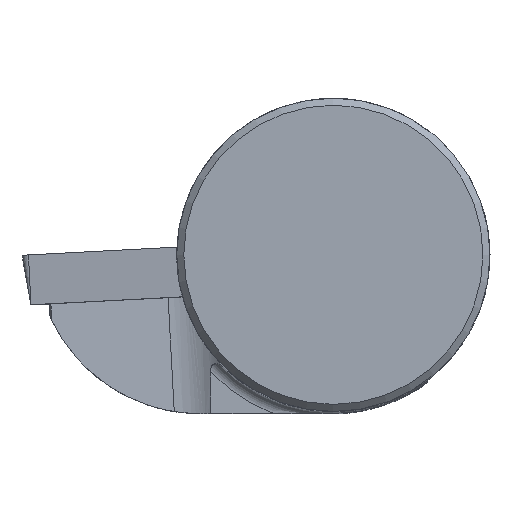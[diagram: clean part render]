
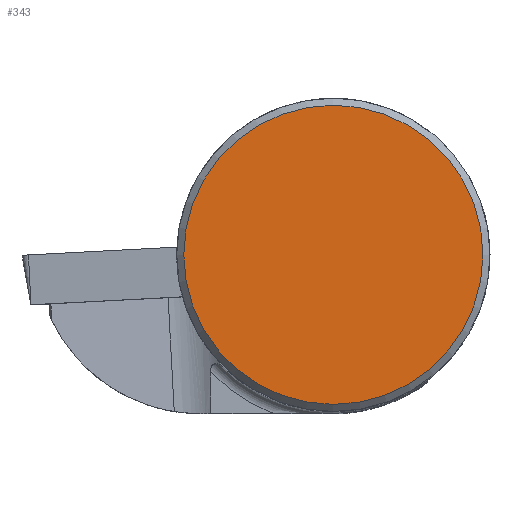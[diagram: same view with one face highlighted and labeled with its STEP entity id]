
A CAD part, top view. The second image highlights one B-rep face of the part: STEP entity #343.
In plain terms, the highlighted planar face has unit normal (0, 0, 1).
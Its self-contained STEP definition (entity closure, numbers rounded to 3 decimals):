
#123=PLANE('',#1044);
#167=FACE_OUTER_BOUND('',#432,.T.);
#343=ADVANCED_FACE('',(#167),#123,.T.);
#432=EDGE_LOOP('',(#616));
#616=ORIENTED_EDGE('',*,*,#753,.F.);
#675=VERTEX_POINT('',#1355);
#753=EDGE_CURVE('',#675,#675,#864,.T.);
#864=CIRCLE('',#979,9.549);
#979=AXIS2_PLACEMENT_3D('',#1354,#1092,#1093);
#1044=AXIS2_PLACEMENT_3D('',#1656,#1259,#1260);
#1092=DIRECTION('',(0.,0.,-1.));
#1093=DIRECTION('',(1.,0.,0.));
#1259=DIRECTION('',(0.,0.,1.));
#1260=DIRECTION('',(1.,0.,0.));
#1354=CARTESIAN_POINT('',(0.,0.,0.));
#1355=CARTESIAN_POINT('',(9.549,0.,0.));
#1656=CARTESIAN_POINT('',(0.,0.,0.));
